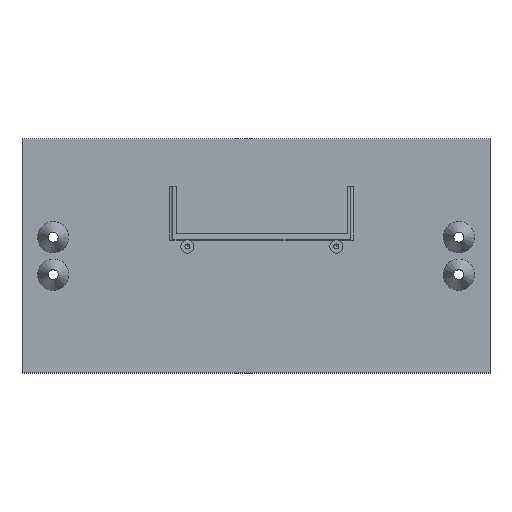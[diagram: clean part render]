
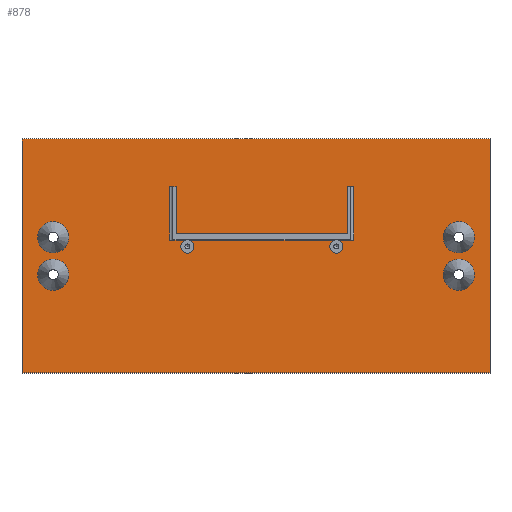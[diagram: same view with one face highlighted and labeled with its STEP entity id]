
A CAD part, top view. The second image highlights one B-rep face of the part: STEP entity #878.
In plain terms, the highlighted planar face has unit normal (0, 0, 1).
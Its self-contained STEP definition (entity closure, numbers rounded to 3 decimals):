
#337 = VERTEX_POINT('',#338);
#338 = CARTESIAN_POINT('',(0.,0.,2.));
#344 = EDGE_CURVE('',#337,#345,#347,.T.);
#345 = VERTEX_POINT('',#346);
#346 = CARTESIAN_POINT('',(150.,0.,2.));
#347 = LINE('',#348,#349);
#348 = CARTESIAN_POINT('',(0.,0.,2.));
#349 = VECTOR('',#350,1.);
#350 = DIRECTION('',(1.,0.,0.));
#368 = VERTEX_POINT('',#369);
#369 = CARTESIAN_POINT('',(0.,75.,2.));
#375 = EDGE_CURVE('',#368,#337,#376,.T.);
#376 = LINE('',#377,#378);
#377 = CARTESIAN_POINT('',(0.,75.,2.));
#378 = VECTOR('',#379,1.);
#379 = DIRECTION('',(0.,-1.,0.));
#392 = EDGE_CURVE('',#345,#393,#395,.T.);
#393 = VERTEX_POINT('',#394);
#394 = CARTESIAN_POINT('',(150.,75.,2.));
#395 = LINE('',#396,#397);
#396 = CARTESIAN_POINT('',(150.,0.,2.));
#397 = VECTOR('',#398,1.);
#398 = DIRECTION('',(0.,1.,0.));
#416 = EDGE_CURVE('',#393,#368,#417,.T.);
#417 = LINE('',#418,#419);
#418 = CARTESIAN_POINT('',(150.,75.,2.));
#419 = VECTOR('',#420,1.);
#420 = DIRECTION('',(-1.,0.,0.));
#878 = ADVANCED_FACE('',(#879,#993,#999,#1010,#1028,#1039,#1057,#1068),
  #1079,.T.);
#879 = FACE_BOUND('',#880,.T.);
#880 = EDGE_LOOP('',(#881,#891,#899,#907,#915,#923,#931,#939,#947,#955,
    #963,#971,#979,#987));
#881 = ORIENTED_EDGE('',*,*,#882,.F.);
#882 = EDGE_CURVE('',#883,#885,#887,.T.);
#883 = VERTEX_POINT('',#884);
#884 = CARTESIAN_POINT('',(48.375,59.625,2.));
#885 = VERTEX_POINT('',#886);
#886 = CARTESIAN_POINT('',(47.375,59.625,2.));
#887 = LINE('',#888,#889);
#888 = CARTESIAN_POINT('',(62.188,59.625,2.));
#889 = VECTOR('',#890,1.);
#890 = DIRECTION('',(-1.,0.,0.));
#891 = ORIENTED_EDGE('',*,*,#892,.F.);
#892 = EDGE_CURVE('',#893,#883,#895,.T.);
#893 = VERTEX_POINT('',#894);
#894 = CARTESIAN_POINT('',(49.375,59.625,2.));
#895 = LINE('',#896,#897);
#896 = CARTESIAN_POINT('',(49.375,59.625,2.));
#897 = VECTOR('',#898,1.);
#898 = DIRECTION('',(-1.,0.,0.));
#899 = ORIENTED_EDGE('',*,*,#900,.F.);
#900 = EDGE_CURVE('',#901,#893,#903,.T.);
#901 = VERTEX_POINT('',#902);
#902 = CARTESIAN_POINT('',(49.375,44.625,2.));
#903 = LINE('',#904,#905);
#904 = CARTESIAN_POINT('',(49.375,44.625,2.));
#905 = VECTOR('',#906,1.);
#906 = DIRECTION('',(0.,1.,0.));
#907 = ORIENTED_EDGE('',*,*,#908,.F.);
#908 = EDGE_CURVE('',#909,#901,#911,.T.);
#909 = VERTEX_POINT('',#910);
#910 = CARTESIAN_POINT('',(104.375,44.625,2.));
#911 = LINE('',#912,#913);
#912 = CARTESIAN_POINT('',(104.375,44.625,2.));
#913 = VECTOR('',#914,1.);
#914 = DIRECTION('',(-1.,0.,0.));
#915 = ORIENTED_EDGE('',*,*,#916,.F.);
#916 = EDGE_CURVE('',#917,#909,#919,.T.);
#917 = VERTEX_POINT('',#918);
#918 = CARTESIAN_POINT('',(104.375,59.625,2.));
#919 = LINE('',#920,#921);
#920 = CARTESIAN_POINT('',(104.375,59.625,2.));
#921 = VECTOR('',#922,1.);
#922 = DIRECTION('',(0.,-1.,0.));
#923 = ORIENTED_EDGE('',*,*,#924,.F.);
#924 = EDGE_CURVE('',#925,#917,#927,.T.);
#925 = VERTEX_POINT('',#926);
#926 = CARTESIAN_POINT('',(105.375,59.625,2.));
#927 = LINE('',#928,#929);
#928 = CARTESIAN_POINT('',(105.375,59.625,2.));
#929 = VECTOR('',#930,1.);
#930 = DIRECTION('',(-1.,0.,0.));
#931 = ORIENTED_EDGE('',*,*,#932,.T.);
#932 = EDGE_CURVE('',#925,#933,#935,.T.);
#933 = VERTEX_POINT('',#934);
#934 = CARTESIAN_POINT('',(106.375,59.625,2.));
#935 = LINE('',#936,#937);
#936 = CARTESIAN_POINT('',(90.188,59.625,2.));
#937 = VECTOR('',#938,1.);
#938 = DIRECTION('',(1.,0.,0.));
#939 = ORIENTED_EDGE('',*,*,#940,.F.);
#940 = EDGE_CURVE('',#941,#933,#943,.T.);
#941 = VERTEX_POINT('',#942);
#942 = CARTESIAN_POINT('',(106.375,42.625,2.));
#943 = LINE('',#944,#945);
#944 = CARTESIAN_POINT('',(106.375,42.625,2.));
#945 = VECTOR('',#946,1.);
#946 = DIRECTION('',(0.,1.,0.));
#947 = ORIENTED_EDGE('',*,*,#948,.F.);
#948 = EDGE_CURVE('',#949,#941,#951,.T.);
#949 = VERTEX_POINT('',#950);
#950 = CARTESIAN_POINT('',(105.375,42.625,2.));
#951 = LINE('',#952,#953);
#952 = CARTESIAN_POINT('',(61.688,42.625,2.));
#953 = VECTOR('',#954,1.);
#954 = DIRECTION('',(1.,0.,0.));
#955 = ORIENTED_EDGE('',*,*,#956,.F.);
#956 = EDGE_CURVE('',#957,#949,#959,.T.);
#957 = VERTEX_POINT('',#958);
#958 = CARTESIAN_POINT('',(100.75,42.625,2.));
#959 = LINE('',#960,#961);
#960 = CARTESIAN_POINT('',(48.375,42.625,2.));
#961 = VECTOR('',#962,1.);
#962 = DIRECTION('',(1.,0.,0.));
#963 = ORIENTED_EDGE('',*,*,#964,.F.);
#964 = EDGE_CURVE('',#965,#957,#967,.T.);
#965 = VERTEX_POINT('',#966);
#966 = CARTESIAN_POINT('',(53.,42.625,2.));
#967 = LINE('',#968,#969);
#968 = CARTESIAN_POINT('',(48.375,42.625,2.));
#969 = VECTOR('',#970,1.);
#970 = DIRECTION('',(1.,0.,0.));
#971 = ORIENTED_EDGE('',*,*,#972,.F.);
#972 = EDGE_CURVE('',#973,#965,#975,.T.);
#973 = VERTEX_POINT('',#974);
#974 = CARTESIAN_POINT('',(48.375,42.625,2.));
#975 = LINE('',#976,#977);
#976 = CARTESIAN_POINT('',(48.375,42.625,2.));
#977 = VECTOR('',#978,1.);
#978 = DIRECTION('',(1.,0.,0.));
#979 = ORIENTED_EDGE('',*,*,#980,.T.);
#980 = EDGE_CURVE('',#973,#981,#983,.T.);
#981 = VERTEX_POINT('',#982);
#982 = CARTESIAN_POINT('',(47.375,42.625,2.));
#983 = LINE('',#984,#985);
#984 = CARTESIAN_POINT('',(61.688,42.625,2.));
#985 = VECTOR('',#986,1.);
#986 = DIRECTION('',(-1.,0.,0.));
#987 = ORIENTED_EDGE('',*,*,#988,.F.);
#988 = EDGE_CURVE('',#885,#981,#989,.T.);
#989 = LINE('',#990,#991);
#990 = CARTESIAN_POINT('',(47.375,59.625,2.));
#991 = VECTOR('',#992,1.);
#992 = DIRECTION('',(0.,-1.,0.));
#993 = FACE_BOUND('',#994,.T.);
#994 = EDGE_LOOP('',(#995,#996,#997,#998));
#995 = ORIENTED_EDGE('',*,*,#344,.T.);
#996 = ORIENTED_EDGE('',*,*,#392,.T.);
#997 = ORIENTED_EDGE('',*,*,#416,.T.);
#998 = ORIENTED_EDGE('',*,*,#375,.T.);
#999 = FACE_BOUND('',#1000,.T.);
#1000 = EDGE_LOOP('',(#1001));
#1001 = ORIENTED_EDGE('',*,*,#1002,.F.);
#1002 = EDGE_CURVE('',#1003,#1003,#1005,.T.);
#1003 = VERTEX_POINT('',#1004);
#1004 = CARTESIAN_POINT('',(15.,31.5,2.));
#1005 = CIRCLE('',#1006,5.);
#1006 = AXIS2_PLACEMENT_3D('',#1007,#1008,#1009);
#1007 = CARTESIAN_POINT('',(10.,31.5,2.));
#1008 = DIRECTION('',(0.,0.,1.));
#1009 = DIRECTION('',(1.,0.,0.));
#1010 = FACE_BOUND('',#1011,.T.);
#1011 = EDGE_LOOP('',(#1012,#1021));
#1012 = ORIENTED_EDGE('',*,*,#1013,.F.);
#1013 = EDGE_CURVE('',#1014,#965,#1016,.T.);
#1014 = VERTEX_POINT('',#1015);
#1015 = CARTESIAN_POINT('',(55.125,40.5,2.));
#1016 = CIRCLE('',#1017,2.125);
#1017 = AXIS2_PLACEMENT_3D('',#1018,#1019,#1020);
#1018 = CARTESIAN_POINT('',(53.,40.5,2.));
#1019 = DIRECTION('',(0.,0.,1.));
#1020 = DIRECTION('',(1.,0.,0.));
#1021 = ORIENTED_EDGE('',*,*,#1022,.F.);
#1022 = EDGE_CURVE('',#965,#1014,#1023,.T.);
#1023 = CIRCLE('',#1024,2.125);
#1024 = AXIS2_PLACEMENT_3D('',#1025,#1026,#1027);
#1025 = CARTESIAN_POINT('',(53.,40.5,2.));
#1026 = DIRECTION('',(0.,0.,1.));
#1027 = DIRECTION('',(1.,0.,0.));
#1028 = FACE_BOUND('',#1029,.T.);
#1029 = EDGE_LOOP('',(#1030));
#1030 = ORIENTED_EDGE('',*,*,#1031,.F.);
#1031 = EDGE_CURVE('',#1032,#1032,#1034,.T.);
#1032 = VERTEX_POINT('',#1033);
#1033 = CARTESIAN_POINT('',(145.,31.5,2.));
#1034 = CIRCLE('',#1035,5.);
#1035 = AXIS2_PLACEMENT_3D('',#1036,#1037,#1038);
#1036 = CARTESIAN_POINT('',(140.,31.5,2.));
#1037 = DIRECTION('',(0.,0.,1.));
#1038 = DIRECTION('',(1.,0.,0.));
#1039 = FACE_BOUND('',#1040,.T.);
#1040 = EDGE_LOOP('',(#1041,#1050));
#1041 = ORIENTED_EDGE('',*,*,#1042,.F.);
#1042 = EDGE_CURVE('',#957,#1043,#1045,.T.);
#1043 = VERTEX_POINT('',#1044);
#1044 = CARTESIAN_POINT('',(102.875,40.5,2.));
#1045 = CIRCLE('',#1046,2.125);
#1046 = AXIS2_PLACEMENT_3D('',#1047,#1048,#1049);
#1047 = CARTESIAN_POINT('',(100.75,40.5,2.));
#1048 = DIRECTION('',(0.,0.,1.));
#1049 = DIRECTION('',(1.,0.,0.));
#1050 = ORIENTED_EDGE('',*,*,#1051,.F.);
#1051 = EDGE_CURVE('',#1043,#957,#1052,.T.);
#1052 = CIRCLE('',#1053,2.125);
#1053 = AXIS2_PLACEMENT_3D('',#1054,#1055,#1056);
#1054 = CARTESIAN_POINT('',(100.75,40.5,2.));
#1055 = DIRECTION('',(0.,0.,1.));
#1056 = DIRECTION('',(1.,0.,0.));
#1057 = FACE_BOUND('',#1058,.T.);
#1058 = EDGE_LOOP('',(#1059));
#1059 = ORIENTED_EDGE('',*,*,#1060,.F.);
#1060 = EDGE_CURVE('',#1061,#1061,#1063,.T.);
#1061 = VERTEX_POINT('',#1062);
#1062 = CARTESIAN_POINT('',(15.,43.5,2.));
#1063 = CIRCLE('',#1064,5.);
#1064 = AXIS2_PLACEMENT_3D('',#1065,#1066,#1067);
#1065 = CARTESIAN_POINT('',(10.,43.5,2.));
#1066 = DIRECTION('',(0.,0.,1.));
#1067 = DIRECTION('',(1.,0.,0.));
#1068 = FACE_BOUND('',#1069,.T.);
#1069 = EDGE_LOOP('',(#1070));
#1070 = ORIENTED_EDGE('',*,*,#1071,.F.);
#1071 = EDGE_CURVE('',#1072,#1072,#1074,.T.);
#1072 = VERTEX_POINT('',#1073);
#1073 = CARTESIAN_POINT('',(145.,43.5,2.));
#1074 = CIRCLE('',#1075,5.);
#1075 = AXIS2_PLACEMENT_3D('',#1076,#1077,#1078);
#1076 = CARTESIAN_POINT('',(140.,43.5,2.));
#1077 = DIRECTION('',(0.,0.,1.));
#1078 = DIRECTION('',(1.,0.,0.));
#1079 = PLANE('',#1080);
#1080 = AXIS2_PLACEMENT_3D('',#1081,#1082,#1083);
#1081 = CARTESIAN_POINT('',(75.,37.5,2.));
#1082 = DIRECTION('',(0.,0.,1.));
#1083 = DIRECTION('',(1.,0.,0.));
